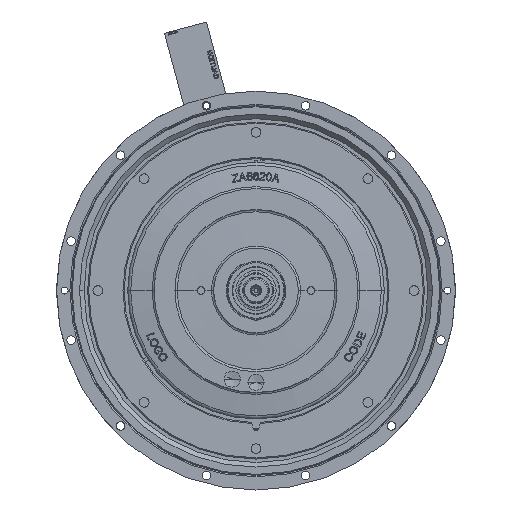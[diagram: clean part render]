
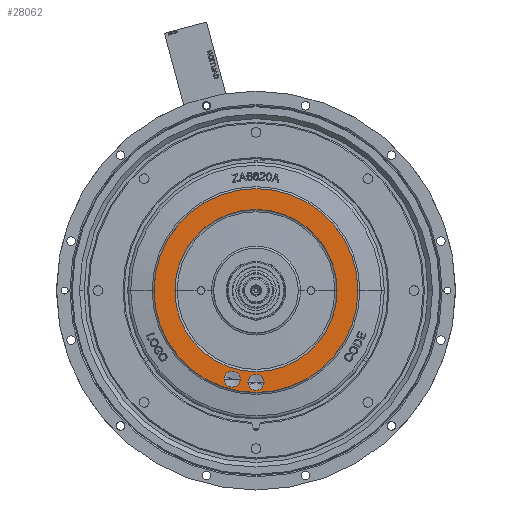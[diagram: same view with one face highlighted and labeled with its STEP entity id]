
A CAD part, top view. The second image highlights one B-rep face of the part: STEP entity #28062.
In plain terms, the highlighted planar face has unit normal (0, 0, 1).
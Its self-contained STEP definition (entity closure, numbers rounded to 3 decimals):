
#415 = CIRCLE ( 'NONE', #35028, 11.112 ) ;
#1336 = CARTESIAN_POINT ( 'NONE',  ( 112.313, 0., 33.879 ) ) ;
#2182 = CIRCLE ( 'NONE', #71921, 11.112 ) ;
#2235 = DIRECTION ( 'NONE',  ( 0., 0., 1. ) ) ;
#4553 = ORIENTED_EDGE ( 'NONE', *, *, #25878, .T. ) ;
#5757 = CARTESIAN_POINT ( 'NONE',  ( 141.202, 0., 33.879 ) ) ;
#6619 = ORIENTED_EDGE ( 'NONE', *, *, #38586, .F. ) ;
#7643 = EDGE_LOOP ( 'NONE', ( #58862, #6619 ) ) ;
#9006 = CARTESIAN_POINT ( 'NONE',  ( -44.162, -122.624, 33.879 ) ) ;
#9899 = DIRECTION ( 'NONE',  ( 1., 0., 0. ) ) ;
#10279 = VERTEX_POINT ( 'NONE', #18331 ) ;
#13578 = CARTESIAN_POINT ( 'NONE',  ( 0., 0., 33.879 ) ) ;
#14103 = EDGE_CURVE ( 'NONE', #80708, #45346, #67813, .T. ) ;
#14186 = DIRECTION ( 'NONE',  ( 0., 0., 1. ) ) ;
#15192 = AXIS2_PLACEMENT_3D ( 'NONE', #74815, #27309, #74795 ) ;
#18331 = CARTESIAN_POINT ( 'NONE',  ( -21.937, -122.624, 33.879 ) ) ;
#18832 = EDGE_CURVE ( 'NONE', #41569, #76127, #415, .T. ) ;
#19213 = AXIS2_PLACEMENT_3D ( 'NONE', #21394, #80717, #62985 ) ;
#19311 = DIRECTION ( 'NONE',  ( 1., 0., 0. ) ) ;
#21394 = CARTESIAN_POINT ( 'NONE',  ( 0., 0., 33.879 ) ) ;
#25168 = CARTESIAN_POINT ( 'NONE',  ( 0., -127., 33.879 ) ) ;
#25475 = CARTESIAN_POINT ( 'NONE',  ( -33.049, -122.624, 33.879 ) ) ;
#25877 = DIRECTION ( 'NONE',  ( 0., 0., 1. ) ) ;
#25878 = EDGE_CURVE ( 'NONE', #83375, #63207, #77656, .T. ) ;
#26274 = EDGE_LOOP ( 'NONE', ( #26895, #79117 ) ) ;
#26895 = ORIENTED_EDGE ( 'NONE', *, *, #66397, .F. ) ;
#27309 = DIRECTION ( 'NONE',  ( 0., 0., 1. ) ) ;
#28062 = ADVANCED_FACE ( 'NONE', ( #47186, #30497, #67458, #73604 ), #73927, .T. ) ;
#29101 = VERTEX_POINT ( 'NONE', #9006 ) ;
#30497 = FACE_BOUND ( 'NONE', #26274, .T. ) ;
#30501 = CARTESIAN_POINT ( 'NONE',  ( 0., 0., 33.879 ) ) ;
#31626 = DIRECTION ( 'NONE',  ( 1., 0., 0. ) ) ;
#35028 = AXIS2_PLACEMENT_3D ( 'NONE', #70309, #14186, #76400 ) ;
#35472 = EDGE_CURVE ( 'NONE', #10279, #29101, #2182, .T. ) ;
#38586 = EDGE_CURVE ( 'NONE', #29101, #10279, #68404, .T. ) ;
#41295 = DIRECTION ( 'NONE',  ( 1., 0., 0. ) ) ;
#41569 = VERTEX_POINT ( 'NONE', #80043 ) ;
#43141 = AXIS2_PLACEMENT_3D ( 'NONE', #25475, #61857, #63138 ) ;
#43736 = DIRECTION ( 'NONE',  ( 0., 0., 1. ) ) ;
#45346 = VERTEX_POINT ( 'NONE', #70769 ) ;
#45575 = ORIENTED_EDGE ( 'NONE', *, *, #56874, .T. ) ;
#46198 = DIRECTION ( 'NONE',  ( 1., 0., 0. ) ) ;
#47186 = FACE_BOUND ( 'NONE', #7643, .T. ) ;
#47484 = EDGE_LOOP ( 'NONE', ( #62010, #4553 ) ) ;
#50613 = CIRCLE ( 'NONE', #15192, 141.202 ) ;
#50861 = EDGE_CURVE ( 'NONE', #63207, #83375, #50613, .T. ) ;
#51498 = CARTESIAN_POINT ( 'NONE',  ( -33.049, -122.624, 33.879 ) ) ;
#55950 = AXIS2_PLACEMENT_3D ( 'NONE', #13578, #43736, #19311 ) ;
#56874 = EDGE_CURVE ( 'NONE', #45346, #80708, #72283, .T. ) ;
#57499 = DIRECTION ( 'NONE',  ( 0., 0., -1. ) ) ;
#58862 = ORIENTED_EDGE ( 'NONE', *, *, #35472, .F. ) ;
#61857 = DIRECTION ( 'NONE',  ( 0., 0., 1. ) ) ;
#62010 = ORIENTED_EDGE ( 'NONE', *, *, #50861, .T. ) ;
#62985 = DIRECTION ( 'NONE',  ( 1., 0., 0. ) ) ;
#63138 = DIRECTION ( 'NONE',  ( 1., 0., 0. ) ) ;
#63207 = VERTEX_POINT ( 'NONE', #75773 ) ;
#66397 = EDGE_CURVE ( 'NONE', #76127, #41569, #69239, .T. ) ;
#67026 = AXIS2_PLACEMENT_3D ( 'NONE', #25168, #70276, #31626 ) ;
#67458 = FACE_BOUND ( 'NONE', #69685, .T. ) ;
#67551 = CARTESIAN_POINT ( 'NONE',  ( 0., 0., 33.879 ) ) ;
#67813 = CIRCLE ( 'NONE', #19213, 112.313 ) ;
#68035 = ORIENTED_EDGE ( 'NONE', *, *, #14103, .T. ) ;
#68404 = CIRCLE ( 'NONE', #43141, 11.112 ) ;
#69239 = CIRCLE ( 'NONE', #67026, 11.112 ) ;
#69685 = EDGE_LOOP ( 'NONE', ( #68035, #45575 ) ) ;
#70276 = DIRECTION ( 'NONE',  ( 0., 0., 1. ) ) ;
#70309 = CARTESIAN_POINT ( 'NONE',  ( 0., -127., 33.879 ) ) ;
#70769 = CARTESIAN_POINT ( 'NONE',  ( -112.313, 0., 33.879 ) ) ;
#71921 = AXIS2_PLACEMENT_3D ( 'NONE', #51498, #25877, #41295 ) ;
#72077 = CARTESIAN_POINT ( 'NONE',  ( 11.112, -127., 33.879 ) ) ;
#72283 = CIRCLE ( 'NONE', #78838, 112.313 ) ;
#73604 = FACE_OUTER_BOUND ( 'NONE', #47484, .T. ) ;
#73927 = PLANE ( 'NONE',  #77427 ) ;
#74795 = DIRECTION ( 'NONE',  ( 1., 0., 0. ) ) ;
#74815 = CARTESIAN_POINT ( 'NONE',  ( 0., 0., 33.879 ) ) ;
#75773 = CARTESIAN_POINT ( 'NONE',  ( -141.202, 0., 33.879 ) ) ;
#76127 = VERTEX_POINT ( 'NONE', #72077 ) ;
#76400 = DIRECTION ( 'NONE',  ( 1., 0., 0. ) ) ;
#77427 = AXIS2_PLACEMENT_3D ( 'NONE', #30501, #2235, #46198 ) ;
#77656 = CIRCLE ( 'NONE', #55950, 141.202 ) ;
#78838 = AXIS2_PLACEMENT_3D ( 'NONE', #67551, #57499, #9899 ) ;
#79117 = ORIENTED_EDGE ( 'NONE', *, *, #18832, .F. ) ;
#80043 = CARTESIAN_POINT ( 'NONE',  ( -11.112, -127., 33.879 ) ) ;
#80708 = VERTEX_POINT ( 'NONE', #1336 ) ;
#80717 = DIRECTION ( 'NONE',  ( 0., 0., -1. ) ) ;
#83375 = VERTEX_POINT ( 'NONE', #5757 ) ;
